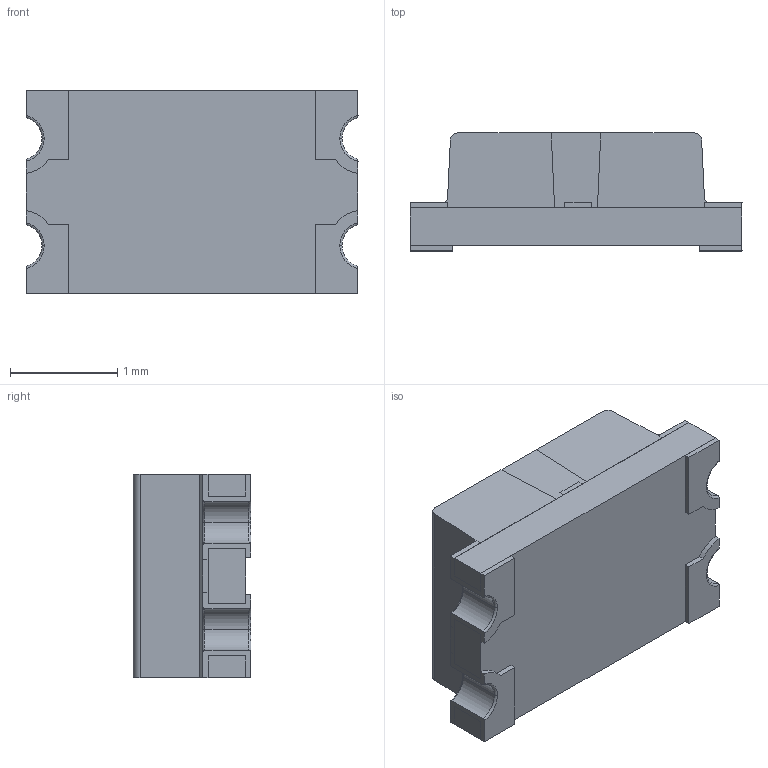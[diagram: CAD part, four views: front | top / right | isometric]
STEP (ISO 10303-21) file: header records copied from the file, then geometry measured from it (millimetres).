
FILE_DESCRIPTION(('CoCreate Modeling STEP Export'),'2;1');
FILE_NAME('163.stp','2010-09-09T16:21:44',(''),(''),'CoCreate Modeling STEP processor for AP214 (Solid Model)','CoCreate Modeling 16.00A 16-Aug-2008 (C) Parametric Technology GmbH','');
FILE_SCHEMA(('AUTOMOTIVE_DESIGN { 1 0 10303 214 1 1 1 1 }'));
Length unit declared in the file: millimetre
Products named in the file (14): denkyoku; denkyoku.1; denkyoku.1.1; denkyoku.1.2; denkyoku.1.3; denkyoku.2; p1; p1.1; p1.2; pwb; rens; rens.1; shahei; shiroreji
Bounding box: 3.1 x 1.1 x 1.9 mm (x, y, z)
Volume: 5.3 mm3; surface area: 42.5 mm2
Topology: 12 solids, 12 shells, 162 faces, 407 edges, 268 vertices
Faces by surface type: plane 116, cylinder 30, torus 16
Entity records: 5008 total; most frequent: CARTESIAN_POINT 1123, ORIENTED_EDGE 816, DIRECTION 636, EDGE_CURVE 407, VECTOR 274, LINE 274, VERTEX_POINT 268, AXIS2_PLACEMENT_3D 181
